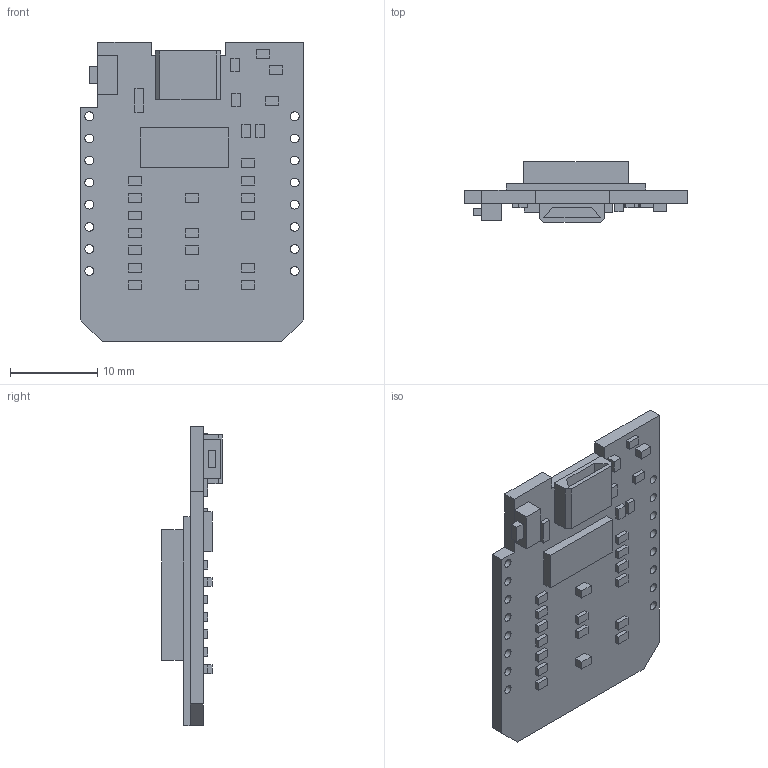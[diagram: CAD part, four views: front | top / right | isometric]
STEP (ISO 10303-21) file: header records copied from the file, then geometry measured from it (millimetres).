
FILE_DESCRIPTION(('HOOPS Exchange Step'),'2;1');
FILE_NAME('WEMOS D1 mini.step','2018-01-07T04:49:56+00:00',('SYSTEM'),('Unknown organisation'),'HOOPS Exchange 10.0','HOOPS Exchange','Unknown authorisation');
FILE_SCHEMA( ('AUTOMOTIVE_DESIGN { 1 0 10303 214 1 1 1 1 }') );
Length unit declared in the file: millimetre
Products named in the file (2): Default; WEMOS D1 mini
Assembly tree (1 placements, depth 2):
  WEMOS D1 mini
    Default
Bounding box: 25.6 x 7 x 34.4 mm (x, y, z)
Volume: 2162.9 mm3; surface area: 3775.7 mm2
Topology: 32 solids, 32 shells, 223 faces, 506 edges, 348 vertices
Faces by surface type: plane 207, cylinder 16
Full cylindrical faces by diameter (mm): 1 x16
Entity records: 6335 total; most frequent: CARTESIAN_POINT 1080, DIRECTION 1022, ORIENTED_EDGE 1012, EDGE_CURVE 506, VECTOR 442, LINE 442, VERTEX_POINT 348, AXIS2_PLACEMENT_3D 290
